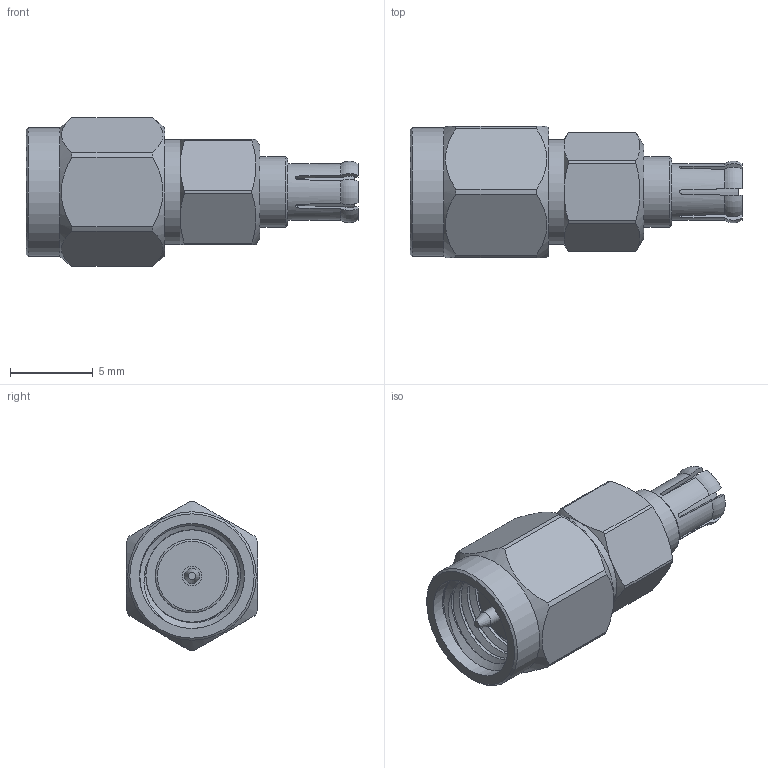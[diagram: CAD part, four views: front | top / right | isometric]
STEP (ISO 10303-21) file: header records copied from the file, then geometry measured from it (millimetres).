
FILE_DESCRIPTION (( 'STEP AP203' ), '1' );
FILE_NAME ('PE9473_3D.step', '2021-11-02T15:34:35', ( '' ), ( '' ), 'SwSTEP 2.0', 'SolidWorks 2021', '' );
FILE_SCHEMA (( 'CONFIG_CONTROL_DESIGN' ));
Length unit declared in the file: inch
Products named in the file (1): PE9473_3D
Bounding box: 20.07 x 7.94 x 8.99 mm (x, y, z)
Volume: 566.5 mm3; surface area: 842.1 mm2
Topology: 1 solids, 1 shells, 121 faces, 326 edges, 219 vertices
Faces by surface type: plane 45, cylinder 45, cone 15, torus 12, bspline 4
Full cylindrical faces by diameter (mm): 0.515 x1, 0.723 x1, 0.94 x1, 1.194 x1, 1.982 x1, 2.561 x1, 2.912 x1, 3.42 x1, 4.272 x1, 4.445 x1, 6.35 x7, 6.604 x1, 7.762 x1
Entity records: 5187 total; most frequent: CARTESIAN_POINT 2560, ORIENTED_EDGE 572, DIRECTION 463, EDGE_CURVE 286, VERTEX_POINT 208, AXIS2_PLACEMENT_3D 206, EDGE_LOOP 150, FACE_OUTER_BOUND 130
